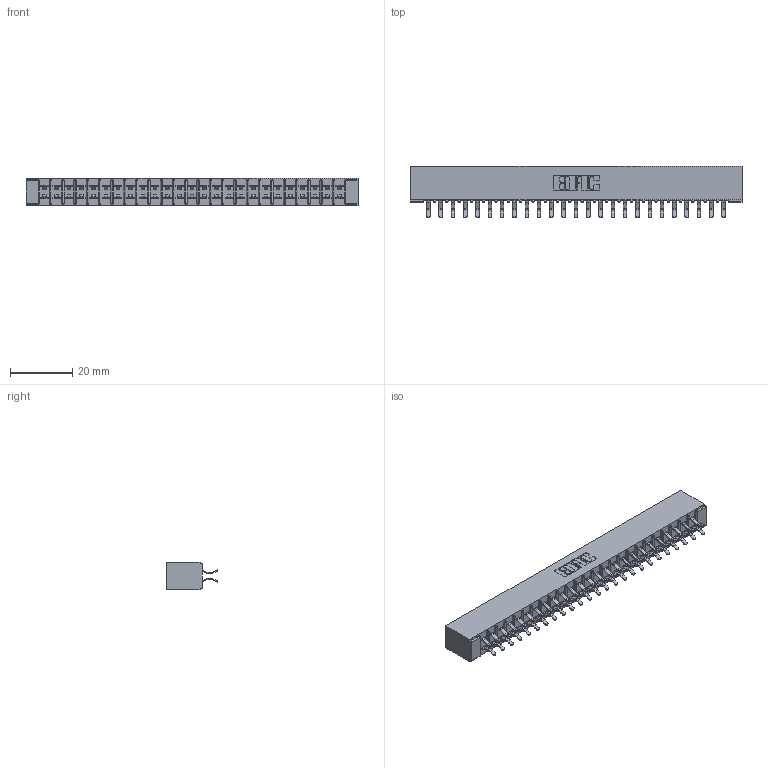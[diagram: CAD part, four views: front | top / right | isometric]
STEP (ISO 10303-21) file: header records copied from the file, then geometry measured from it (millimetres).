
FILE_DESCRIPTION (( 'STEP AP203' ), '1' );
FILE_NAME ('305-050-556-201.STEP', '2019-09-09T21:57:47', ( '' ), ( '' ), 'SwSTEP 2.0', 'SolidWorks 2016', '' );
FILE_SCHEMA (( 'CONFIG_CONTROL_DESIGN' ));
Length unit declared in the file: inch
Products named in the file (3): 305-290-001_556; 305 Part_No Mounting; 305-050-556-201
Assembly tree (51 placements, depth 2):
  305-050-556-201
    305 Part_No Mounting
    305-290-001_556  x50
Bounding box: 106.93 x 16.64 x 8.71 mm (x, y, z)
Volume: 6881.1 mm3; surface area: 13764.5 mm2
Topology: 51 solids, 51 shells, 2908 faces, 8367 edges, 5442 vertices
Faces by surface type: plane 1614, cylinder 1194, sphere 100
Entity records: 29082 total; most frequent: CARTESIAN_POINT 4813, ORIENTED_EDGE 4774, DIRECTION 4671, EDGE_CURVE 2387, LINE 1911, VECTOR 1911, VERTEX_POINT 1522, AXIS2_PLACEMENT_3D 1380
